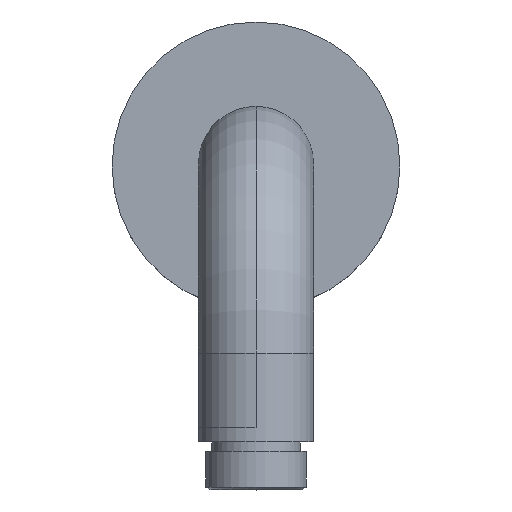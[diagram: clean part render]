
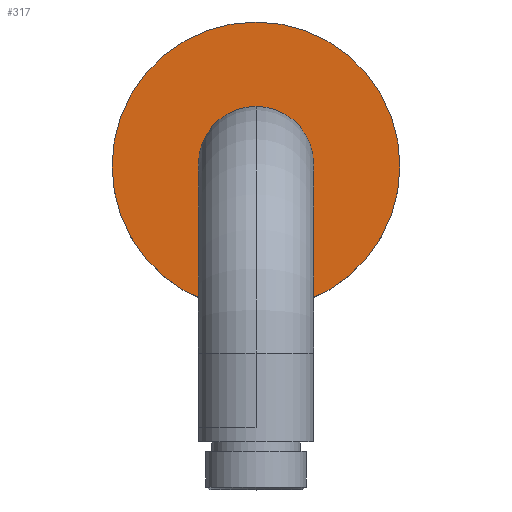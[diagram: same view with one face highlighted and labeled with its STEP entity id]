
A CAD part, top view. The second image highlights one B-rep face of the part: STEP entity #317.
In plain terms, the highlighted planar face has unit normal (0, 0, 1).
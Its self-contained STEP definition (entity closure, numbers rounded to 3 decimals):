
#28=CARTESIAN_POINT('',(0.,0.,13.));
#29=DIRECTION('',(0.,0.,1.));
#30=DIRECTION('',(0.,-1.,0.));
#31=AXIS2_PLACEMENT_3D('',#28,#29,#30);
#37=CARTESIAN_POINT('',(0.,0.,13.));
#38=DIRECTION('',(0.,0.,1.));
#39=DIRECTION('',(-1.,0.,0.));
#40=AXIS2_PLACEMENT_3D('',#37,#38,#39);
#42=CARTESIAN_POINT('',(0.,0.,13.));
#43=DIRECTION('',(0.,0.,-1.));
#44=DIRECTION('',(-1.,0.,0.));
#45=AXIS2_PLACEMENT_3D('',#42,#43,#44);
#65=CARTESIAN_POINT('',(0.,0.,13.));
#66=DIRECTION('',(0.,0.,1.));
#67=DIRECTION('',(0.,1.,0.));
#68=AXIS2_PLACEMENT_3D('',#65,#66,#67);
#245=CARTESIAN_POINT('',(-30.,0.,13.));
#247=VERTEX_POINT('',#245);
#249=CARTESIAN_POINT('',(30.,0.,13.));
#251=VERTEX_POINT('',#249);
#252=CARTESIAN_POINT('',(0.,-12.,13.));
#253=CARTESIAN_POINT('',(0.,12.,13.));
#254=VERTEX_POINT('',#252);
#255=VERTEX_POINT('',#253);
#301=CARTESIAN_POINT('',(0.,0.,13.));
#302=DIRECTION('',(0.,0.,-1.));
#303=DIRECTION('',(1.,0.,0.));
#304=AXIS2_PLACEMENT_3D('',#301,#302,#303);
#305=PLANE('',#304);
#307=ORIENTED_EDGE('',*,*,#306,.F.);
#309=ORIENTED_EDGE('',*,*,#308,.T.);
#310=EDGE_LOOP('',(#307,#309));
#311=FACE_OUTER_BOUND('',#310,.F.);
#312=ORIENTED_EDGE('',*,*,#284,.T.);
#314=ORIENTED_EDGE('',*,*,#313,.T.);
#315=EDGE_LOOP('',(#312,#314));
#316=FACE_BOUND('',#315,.F.);
#317=ADVANCED_FACE('',(#311,#316),#305,.F.);
#32=CIRCLE('',#31,12.);
#41=CIRCLE('',#40,30.);
#46=CIRCLE('',#45,30.);
#69=CIRCLE('',#68,12.);
#284=EDGE_CURVE('',#254,#255,#32,.T.);
#306=EDGE_CURVE('',#247,#251,#41,.T.);
#308=EDGE_CURVE('',#247,#251,#46,.T.);
#313=EDGE_CURVE('',#255,#254,#69,.T.);
